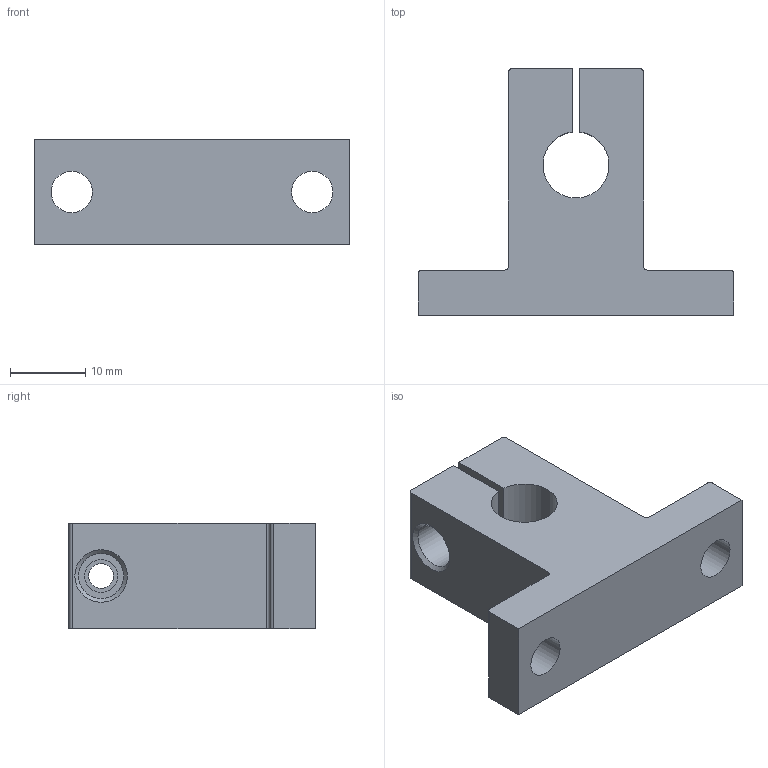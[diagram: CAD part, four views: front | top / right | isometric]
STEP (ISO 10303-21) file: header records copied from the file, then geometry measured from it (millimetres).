
FILE_DESCRIPTION(('FreeCAD Model'),'2;1');
FILE_NAME( 'sk8_rod_holder_v2.step', '2017-08-23T21:35:03',('Author'),(''), 'Open CASCADE STEP processor 7.1','FreeCAD','Unknown');
FILE_SCHEMA(('AUTOMOTIVE_DESIGN { 1 0 10303 214 1 1 1 1 }'));
Length unit declared in the file: millimetre
Products named in the file (1): Chamfer001
Bounding box: 42 x 32.8 x 14 mm (x, y, z)
Volume: 8735.2 mm3; surface area: 4271.5 mm2
Topology: 1 solids, 1 shells, 30 faces, 77 edges, 50 vertices
Faces by surface type: plane 14, cylinder 12, cone 4
Full cylindrical faces by diameter (mm): 3.3 x1, 4.4 x1, 5.5 x2, 6 x1
Entity records: 1968 total; most frequent: CARTESIAN_POINT 362, DIRECTION 306, LINE 171, VECTOR 171, ORIENTED_EDGE 154, PCURVE 154, DEFINITIONAL_REPRESENTATION 154, EDGE_CURVE 77
